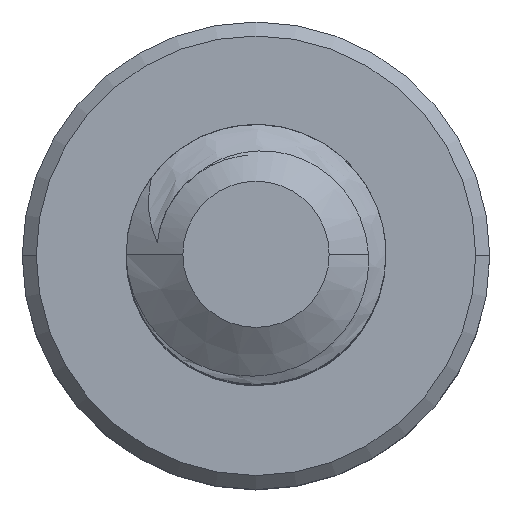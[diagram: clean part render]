
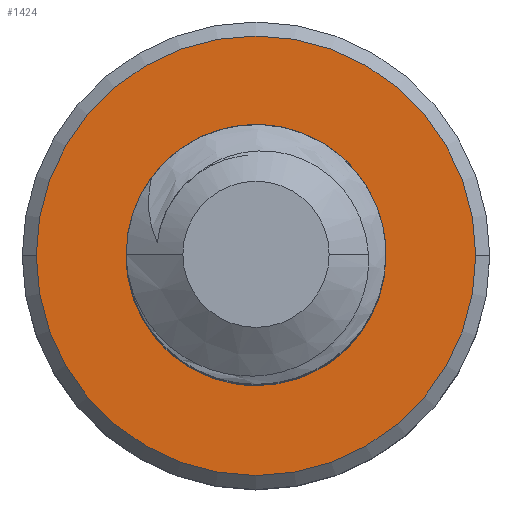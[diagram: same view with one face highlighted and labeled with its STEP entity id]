
A CAD part, top view. The second image highlights one B-rep face of the part: STEP entity #1424.
In plain terms, the highlighted planar face has unit normal (0, 0, 1).
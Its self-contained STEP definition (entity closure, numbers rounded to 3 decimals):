
#32 = DIRECTION ( 'NONE',  ( -1., 0., 0. ) ) ;
#86 = AXIS2_PLACEMENT_3D ( 'NONE', #4196, #1843, #4550 ) ;
#87 = DIRECTION ( 'NONE',  ( 0., 0., -1. ) ) ;
#199 = VERTEX_POINT ( 'NONE', #2850 ) ;
#383 = PLANE ( 'NONE',  #424 ) ;
#413 = CARTESIAN_POINT ( 'NONE',  ( 0., 0., -8. ) ) ;
#421 = AXIS2_PLACEMENT_3D ( 'NONE', #1987, #4684, #2384 ) ;
#424 = AXIS2_PLACEMENT_3D ( 'NONE', #413, #87, #32 ) ;
#771 = DIRECTION ( 'NONE',  ( 0., 0., 1. ) ) ;
#867 = DIRECTION ( 'NONE',  ( -1., 0., 0. ) ) ;
#874 = CIRCLE ( 'NONE', #86, 1.25 ) ;
#877 = FACE_OUTER_BOUND ( 'NONE', #1119, .T. ) ;
#885 = CARTESIAN_POINT ( 'NONE',  ( 0., 0., -8. ) ) ;
#946 = EDGE_CURVE ( 'NONE', #3646, #199, #2410, .T. ) ;
#963 = EDGE_CURVE ( 'NONE', #199, #3646, #3785, .T. ) ;
#1119 = EDGE_LOOP ( 'NONE', ( #1650, #4795 ) ) ;
#1387 = CARTESIAN_POINT ( 'NONE',  ( 1.25, 0., -8. ) ) ;
#1389 = AXIS2_PLACEMENT_3D ( 'NONE', #2078, #2015, #2007 ) ;
#1411 = AXIS2_PLACEMENT_3D ( 'NONE', #885, #771, #867 ) ;
#1424 = ADVANCED_FACE ( 'NONE', ( #877, #3944 ), #383, .F. ) ;
#1503 = EDGE_LOOP ( 'NONE', ( #4608, #3860 ) ) ;
#1594 = CARTESIAN_POINT ( 'NONE',  ( -1.25, 0., -8. ) ) ;
#1650 = ORIENTED_EDGE ( 'NONE', *, *, #946, .T. ) ;
#1843 = DIRECTION ( 'NONE',  ( 0., 0., 1. ) ) ;
#1853 = CIRCLE ( 'NONE', #421, 1.25 ) ;
#1987 = CARTESIAN_POINT ( 'NONE',  ( 0., 0., -8. ) ) ;
#2007 = DIRECTION ( 'NONE',  ( -1., 0., 0. ) ) ;
#2015 = DIRECTION ( 'NONE',  ( 0., 0., 1. ) ) ;
#2078 = CARTESIAN_POINT ( 'NONE',  ( 0., 0., -8. ) ) ;
#2384 = DIRECTION ( 'NONE',  ( 1., 0., 0. ) ) ;
#2410 = CIRCLE ( 'NONE', #1389, 2.115 ) ;
#2597 = EDGE_CURVE ( 'NONE', #4954, #3310, #874, .T. ) ;
#2850 = CARTESIAN_POINT ( 'NONE',  ( 2.115, 0., -8. ) ) ;
#3310 = VERTEX_POINT ( 'NONE', #1387 ) ;
#3395 = EDGE_CURVE ( 'NONE', #3310, #4954, #1853, .T. ) ;
#3646 = VERTEX_POINT ( 'NONE', #3922 ) ;
#3785 = CIRCLE ( 'NONE', #1411, 2.115 ) ;
#3860 = ORIENTED_EDGE ( 'NONE', *, *, #2597, .F. ) ;
#3922 = CARTESIAN_POINT ( 'NONE',  ( -2.115, 0., -8. ) ) ;
#3944 = FACE_BOUND ( 'NONE', #1503, .T. ) ;
#4196 = CARTESIAN_POINT ( 'NONE',  ( 0., 0., -8. ) ) ;
#4550 = DIRECTION ( 'NONE',  ( 1., 0., 0. ) ) ;
#4608 = ORIENTED_EDGE ( 'NONE', *, *, #3395, .F. ) ;
#4684 = DIRECTION ( 'NONE',  ( 0., 0., 1. ) ) ;
#4795 = ORIENTED_EDGE ( 'NONE', *, *, #963, .T. ) ;
#4954 = VERTEX_POINT ( 'NONE', #1594 ) ;
